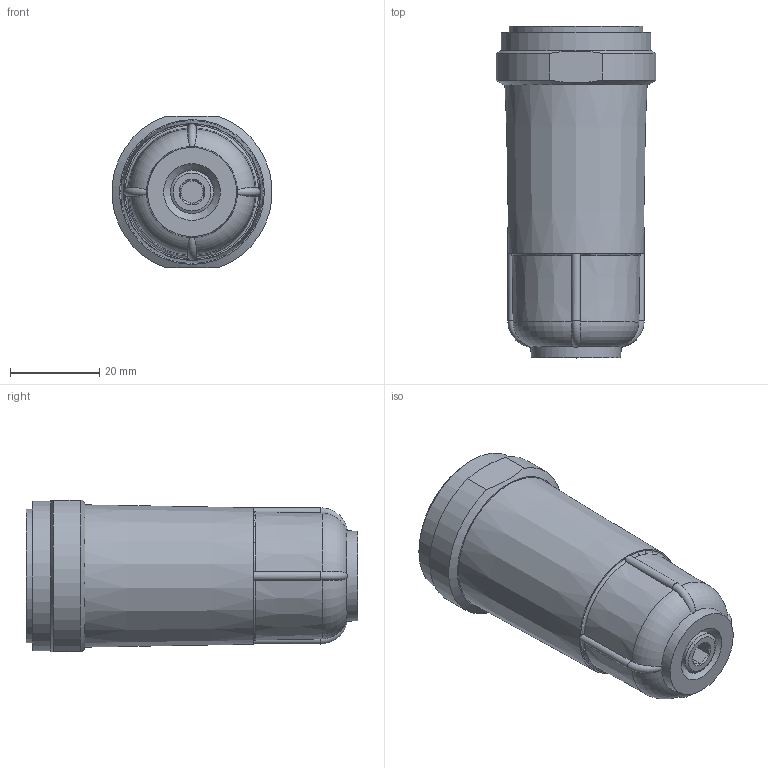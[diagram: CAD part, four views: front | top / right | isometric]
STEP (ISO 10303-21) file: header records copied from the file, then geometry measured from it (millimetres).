
FILE_DESCRIPTION( ( 'STEP AP203' ), '1' );
FILE_NAME( '9.9900.00.041.stp', '2018-12-12T13:23:18', ( '' ), ( '' ), ' ', 'PARTsolutions', ' ' );
FILE_SCHEMA( ( 'CONFIG_CONTROL_DESIGN' ) );
Length unit declared in the file: millimetre
Products named in the file (3): 9.9900.00.041; _9.9900.00.041_G; _9.9900.00.041_A
Assembly tree (2 placements, depth 2):
  9.9900.00.041
    _9.9900.00.041_G
    _9.9900.00.041_A
Bounding box: 35.88 x 74.5 x 34 mm (x, y, z)
Volume: 54977.4 mm3; surface area: 9470.7 mm2
Topology: 2 solids, 2 shells, 61 faces, 144 edges, 93 vertices
Faces by surface type: plane 24, cone 13, cylinder 12, torus 12
Full cylindrical faces by diameter (mm): 5 x1, 8 x1, 8.566 x1, 9.723 x1, 30 x1, 33.6 x1
Entity records: 2072 total; most frequent: CARTESIAN_POINT 696, DIRECTION 258, ORIENTED_EDGE 248, EDGE_CURVE 124, AXIS2_PLACEMENT_3D 118, VERTEX_POINT 88, EDGE_LOOP 82, FACE_OUTER_BOUND 67
